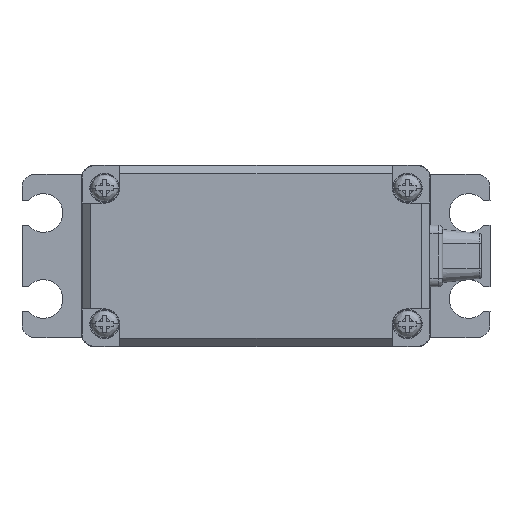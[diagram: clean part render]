
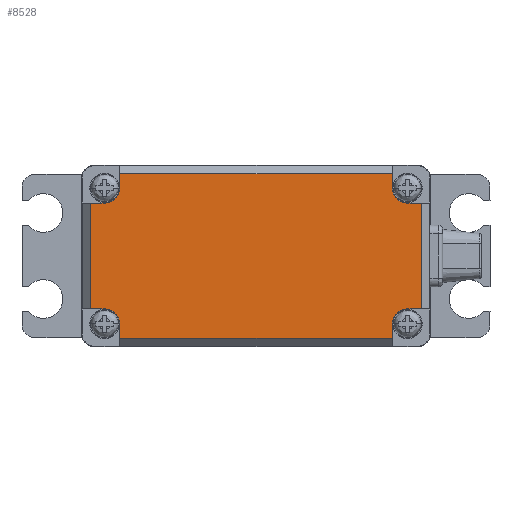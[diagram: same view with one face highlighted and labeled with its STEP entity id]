
A CAD part, front view. The second image highlights one B-rep face of the part: STEP entity #8528.
In plain terms, the highlighted planar face has unit normal (0, -1, 0).
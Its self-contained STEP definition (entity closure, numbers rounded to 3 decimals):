
#1809=DIRECTION('',(0.,0.,1.));
#1810=VECTOR('',#1809,1.6);
#1811=CARTESIAN_POINT('',(4.676,-12.4,-9.56));
#1812=LINE('',#1811,#1810);
#1833=DIRECTION('',(-1.,0.,0.));
#1834=VECTOR('',#1833,31.671);
#1835=CARTESIAN_POINT('',(4.676,-12.4,-9.56));
#1836=LINE('',#1835,#1834);
#2919=DIRECTION('',(-1.,0.,0.));
#2920=VECTOR('',#2919,1.6);
#2921=CARTESIAN_POINT('',(8.1,-12.4,6.136));
#2922=LINE('',#2921,#2920);
#2935=DIRECTION('',(0.,0.,-1.));
#2936=VECTOR('',#2935,12.271);
#2937=CARTESIAN_POINT('',(8.1,-12.4,6.136));
#2938=LINE('',#2937,#2936);
#2947=DIRECTION('',(1.,0.,0.));
#2948=VECTOR('',#2947,1.6);
#2949=CARTESIAN_POINT('',(6.5,-12.4,
-6.136));
#2950=LINE('',#2949,#2948);
#2951=DIRECTION('',(1.,0.,0.));
#2952=VECTOR('',#2951,31.671);
#2953=CARTESIAN_POINT('',(-26.996,-12.4,9.56));
#2954=LINE('',#2953,#2952);
#2955=CARTESIAN_POINT('',(6.5,-12.4,7.96));
#2956=DIRECTION('',(0.,-1.,0.));
#2957=DIRECTION('',(-1.,0.,0.));
#2958=AXIS2_PLACEMENT_3D('',#2955,#2956,#2957);
#2960=CARTESIAN_POINT('',(6.5,-12.4,-7.96));
#2961=DIRECTION('',(0.,-1.,0.));
#2962=DIRECTION('',(0.,0.,1.));
#2963=AXIS2_PLACEMENT_3D('',#2960,#2961,#2962);
#2965=CARTESIAN_POINT('',(-28.82,-12.4,-7.96));
#2966=DIRECTION('',(0.,-1.,0.));
#2967=DIRECTION('',(1.,0.,0.));
#2968=AXIS2_PLACEMENT_3D('',#2965,#2966,#2967);
#2970=DIRECTION('',(-1.,0.,0.));
#2971=VECTOR('',#2970,1.6);
#2972=CARTESIAN_POINT('',(-28.82,-12.4,
-6.136));
#2973=LINE('',#2972,#2971);
#2974=DIRECTION('',(0.,0.,1.));
#2975=VECTOR('',#2974,12.271);
#2976=CARTESIAN_POINT('',(-30.42,-12.4,-6.136));
#2977=LINE('',#2976,#2975);
#2978=CARTESIAN_POINT('',(-28.82,-12.4,7.96));
#2979=DIRECTION('',(0.,-1.,0.));
#2980=DIRECTION('',(0.,0.,-1.));
#2981=AXIS2_PLACEMENT_3D('',#2978,#2979,#2980);
#2983=DIRECTION('',(0.,0.,1.));
#2984=VECTOR('',#2983,1.6);
#2985=CARTESIAN_POINT('',(-26.996,-12.4,
7.96));
#2986=LINE('',#2985,#2984);
#2995=DIRECTION('',(0.,0.,1.));
#2996=VECTOR('',#2995,1.6);
#2997=CARTESIAN_POINT('',(4.676,-12.4,7.96));
#2998=LINE('',#2997,#2996);
#3007=DIRECTION('',(0.,0.,-1.));
#3008=VECTOR('',#3007,1.6);
#3009=CARTESIAN_POINT('',(-26.996,-12.4,
-7.96));
#3010=LINE('',#3009,#3008);
#3019=DIRECTION('',(-1.,0.,0.));
#3020=VECTOR('',#3019,1.6);
#3021=CARTESIAN_POINT('',(-28.82,-12.4,
6.136));
#3022=LINE('',#3021,#3020);
#3713=CARTESIAN_POINT('',(-28.82,-12.4,
6.136));
#3714=VERTEX_POINT('',#3713);
#3715=CARTESIAN_POINT('',(-26.996,-12.4,7.96));
#3716=VERTEX_POINT('',#3715);
#3718=CARTESIAN_POINT('',(-26.996,-12.4,9.56));
#3720=VERTEX_POINT('',#3718);
#3723=CARTESIAN_POINT('',(4.676,-12.4,9.56));
#3724=VERTEX_POINT('',#3723);
#3729=CARTESIAN_POINT('',(-30.42,-12.4,-6.136));
#3730=VERTEX_POINT('',#3729);
#3731=CARTESIAN_POINT('',(-30.42,-12.4,6.136));
#3732=VERTEX_POINT('',#3731);
#3733=CARTESIAN_POINT('',(-28.82,-12.4,
-6.136));
#3734=VERTEX_POINT('',#3733);
#3735=CARTESIAN_POINT('',(-26.996,-12.4,-7.96));
#3736=VERTEX_POINT('',#3735);
#3737=CARTESIAN_POINT('',(-26.996,-12.4,-9.56));
#3738=VERTEX_POINT('',#3737);
#3739=CARTESIAN_POINT('',(4.676,-12.4,-9.56));
#3740=VERTEX_POINT('',#3739);
#3741=CARTESIAN_POINT('',(4.676,-12.4,
-7.96));
#3742=VERTEX_POINT('',#3741);
#3743=CARTESIAN_POINT('',(6.5,-12.4,-6.136));
#3744=VERTEX_POINT('',#3743);
#3745=CARTESIAN_POINT('',(8.1,-12.4,-6.136));
#3746=VERTEX_POINT('',#3745);
#3747=CARTESIAN_POINT('',(8.1,-12.4,6.136));
#3748=VERTEX_POINT('',#3747);
#3749=CARTESIAN_POINT('',(6.5,-12.4,6.136));
#3750=VERTEX_POINT('',#3749);
#3751=CARTESIAN_POINT('',(4.676,-12.4,7.96));
#3752=VERTEX_POINT('',#3751);
#8502=CARTESIAN_POINT('',(-11.16,-12.4,0.));
#8503=DIRECTION('',(0.,1.,0.));
#8504=DIRECTION('',(1.,0.,0.));
#8505=AXIS2_PLACEMENT_3D('',#8502,#8503,#8504);
#8506=PLANE('',#8505);
#8507=ORIENTED_EDGE('',*,*,#7683,.T.);
#8509=ORIENTED_EDGE('',*,*,#8508,.F.);
#8510=ORIENTED_EDGE('',*,*,#8422,.T.);
#8511=ORIENTED_EDGE('',*,*,#8443,.F.);
#8512=ORIENTED_EDGE('',*,*,#8467,.T.);
#8513=ORIENTED_EDGE('',*,*,#8490,.F.);
#8514=ORIENTED_EDGE('',*,*,#6636,.T.);
#8515=ORIENTED_EDGE('',*,*,#6657,.F.);
#8516=ORIENTED_EDGE('',*,*,#6683,.T.);
#8518=ORIENTED_EDGE('',*,*,#8517,.F.);
#8519=ORIENTED_EDGE('',*,*,#6848,.T.);
#8520=ORIENTED_EDGE('',*,*,#6869,.T.);
#8521=ORIENTED_EDGE('',*,*,#6895,.T.);
#8523=ORIENTED_EDGE('',*,*,#8522,.F.);
#8524=ORIENTED_EDGE('',*,*,#7636,.T.);
#8525=ORIENTED_EDGE('',*,*,#7657,.T.);
#8526=EDGE_LOOP('',(#8507,#8509,#8510,#8511,#8512,#8513,#8514,#8515,#8516,#8518,
#8519,#8520,#8521,#8523,#8524,#8525));
#8527=FACE_OUTER_BOUND('',#8526,.F.);
#8528=ADVANCED_FACE('',(#8527),#8506,.F.);
#2959=CIRCLE('',#2958,1.824);
#2964=CIRCLE('',#2963,1.824);
#2969=CIRCLE('',#2968,1.824);
#2982=CIRCLE('',#2981,1.824);
#6636=EDGE_CURVE('',#3744,#3742,#2964,.T.);
#6657=EDGE_CURVE('',#3740,#3742,#1812,.T.);
#6683=EDGE_CURVE('',#3740,#3738,#1836,.T.);
#6848=EDGE_CURVE('',#3736,#3734,#2969,.T.);
#6869=EDGE_CURVE('',#3734,#3730,#2973,.T.);
#6895=EDGE_CURVE('',#3730,#3732,#2977,.T.);
#7636=EDGE_CURVE('',#3714,#3716,#2982,.T.);
#7657=EDGE_CURVE('',#3716,#3720,#2986,.T.);
#7683=EDGE_CURVE('',#3720,#3724,#2954,.T.);
#8422=EDGE_CURVE('',#3752,#3750,#2959,.T.);
#8443=EDGE_CURVE('',#3748,#3750,#2922,.T.);
#8467=EDGE_CURVE('',#3748,#3746,#2938,.T.);
#8490=EDGE_CURVE('',#3744,#3746,#2950,.T.);
#8508=EDGE_CURVE('',#3752,#3724,#2998,.T.);
#8517=EDGE_CURVE('',#3736,#3738,#3010,.T.);
#8522=EDGE_CURVE('',#3714,#3732,#3022,.T.);
